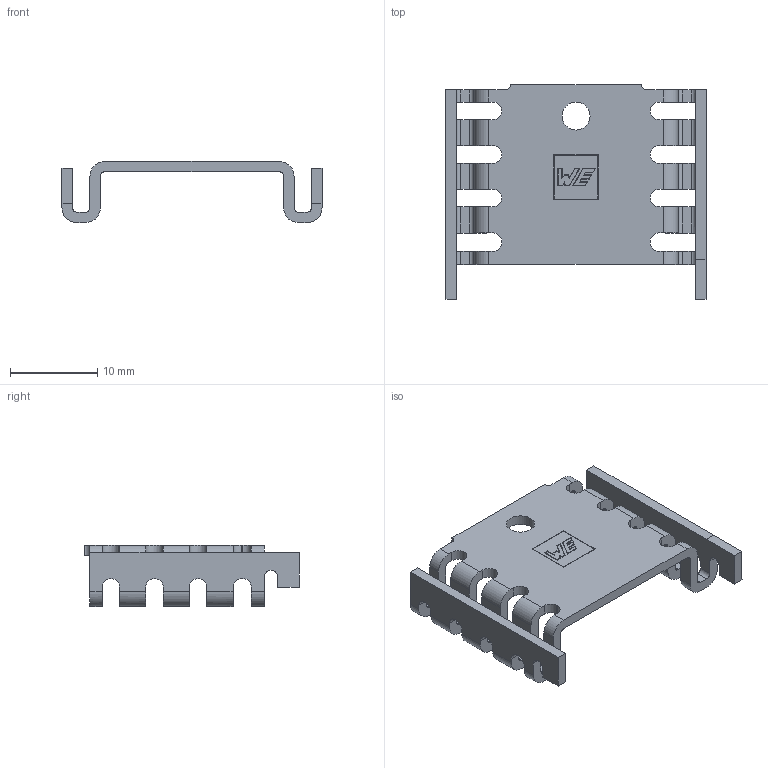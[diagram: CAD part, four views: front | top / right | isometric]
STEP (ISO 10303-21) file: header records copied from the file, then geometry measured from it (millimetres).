
FILE_DESCRIPTION(/* description */ ('Unknown'),/* implementation_level */ '2;1');
FILE_NAME(/* name */ '40901100242007',/* time_stamp */ '2025-06-16T15:41:20+08:00',/* author */ ('Unknown'),/* organization */ ('Unknown'),/* preprocessor_version */ 'ST-DEVELOPER v19.4',/* originating_system */ 'Solid Edge',/* authorisation */ 'Unknown');
FILE_SCHEMA (('AUTOMOTIVE_DESIGN {1 0 10303 214 3 1 1}'));
Length unit declared in the file: millimetre
Products named in the file (2): 40901100242007
Assembly tree (1 placements, depth 2):
  40901100242007
    40901100242007
Bounding box: 29.8 x 24.6 x 7 mm (x, y, z)
Volume: 958.3 mm3; surface area: 2073.2 mm2
Topology: 1 solids, 1 shells, 242 faces, 771 edges, 521 vertices
Faces by surface type: plane 148, cylinder 94
Full cylindrical faces by diameter (mm): 3.21 x1
Entity records: 8675 total; most frequent: CARTESIAN_POINT 1560, ORIENTED_EDGE 1542, DIRECTION 1465, EDGE_CURVE 771, LINE 559, VECTOR 559, VERTEX_POINT 521, AXIS2_PLACEMENT_3D 453
